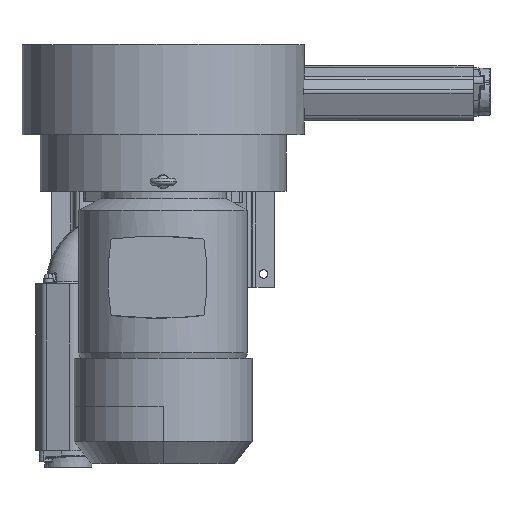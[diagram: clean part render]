
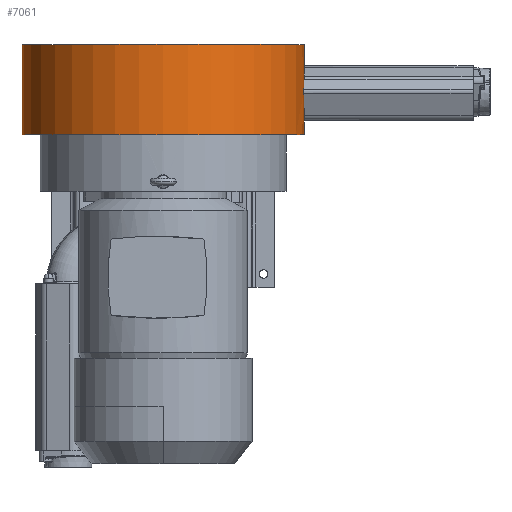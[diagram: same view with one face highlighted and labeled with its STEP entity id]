
A CAD part, top view. The second image highlights one B-rep face of the part: STEP entity #7061.
In plain terms, the highlighted cylindrical face has radius 250 mm (diameter 500 mm), a partial arc.
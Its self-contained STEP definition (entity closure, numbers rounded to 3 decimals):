
#245=CARTESIAN_POINT('',(250.,215.488,0.));
#247=DIRECTION('',(0.,-1.,0.));
#248=VECTOR('',#247,159.63);
#249=CARTESIAN_POINT('',(-250.,267.3,0.));
#250=LINE('',#249,#248);
#297=CARTESIAN_POINT('',(249.46,205.849,16.429));
#298=CARTESIAN_POINT('',(249.479,206.513,16.141));
#299=CARTESIAN_POINT('',(249.525,207.723,15.423));
#300=CARTESIAN_POINT('',(249.615,209.252,13.896));
#301=CARTESIAN_POINT('',(249.679,209.972,12.686));
#302=CARTESIAN_POINT('',(249.711,210.261,12.021));
#312=CARTESIAN_POINT('',(250.,215.488,0.));
#313=CARTESIAN_POINT('',(250.,213.745,4.009));
#314=CARTESIAN_POINT('',(249.904,212.002,8.016));
#315=CARTESIAN_POINT('',(249.711,210.261,12.021));
#317=CARTESIAN_POINT('',(249.46,205.849,16.429));
#318=CARTESIAN_POINT('',(249.4,203.757,17.336));
#319=CARTESIAN_POINT('',(249.27,199.576,19.15));
#320=CARTESIAN_POINT('',(249.047,193.312,21.867));
#321=CARTESIAN_POINT('',(248.878,189.141,23.676));
#322=CARTESIAN_POINT('',(248.789,187.056,24.581));
#324=DIRECTION('',(0.,-1.,0.));
#325=VECTOR('',#324,26.41);
#326=CARTESIAN_POINT('',(250.,134.08,0.));
#327=LINE('',#326,#325);
#328=DIRECTION('',(0.,-1.,0.));
#329=VECTOR('',#328,51.812);
#330=CARTESIAN_POINT('',(250.,267.3,0.));
#331=LINE('',#330,#329);
#332=CARTESIAN_POINT('',(248.789,180.286,24.578));
#333=CARTESIAN_POINT('',(248.758,180.995,24.886));
#334=CARTESIAN_POINT('',(248.716,182.499,25.308));
#335=CARTESIAN_POINT('',(248.716,184.843,25.309));
#336=CARTESIAN_POINT('',(248.758,186.347,24.888));
#337=CARTESIAN_POINT('',(248.789,187.056,24.581));
#347=CARTESIAN_POINT('',(249.886,141.14,7.557));
#348=CARTESIAN_POINT('',(249.829,145.491,9.448));
#349=CARTESIAN_POINT('',(249.671,154.192,13.232));
#350=CARTESIAN_POINT('',(249.306,167.241,18.906));
#351=CARTESIAN_POINT('',(248.976,175.938,22.687));
#352=CARTESIAN_POINT('',(248.789,180.286,24.578));
#361=CARTESIAN_POINT('',(250.,134.08,0.));
#362=CARTESIAN_POINT('',(250.,134.474,1.108));
#363=CARTESIAN_POINT('',(249.985,135.564,3.222));
#364=CARTESIAN_POINT('',(249.934,138.054,5.877));
#365=CARTESIAN_POINT('',(249.9,140.075,7.094));
#366=CARTESIAN_POINT('',(249.886,141.14,7.557));
#412=CARTESIAN_POINT('',(0.,107.67,0.));
#413=DIRECTION('',(0.,1.,0.));
#414=DIRECTION('',(-1.,0.,0.));
#415=AXIS2_PLACEMENT_3D('',#412,#413,#414);
#3243=CARTESIAN_POINT('',(0.,267.3,0.));
#3244=DIRECTION('',(0.,-1.,0.));
#3245=DIRECTION('',(1.,0.,0.));
#3246=AXIS2_PLACEMENT_3D('',#3243,#3244,#3245);
#6057=CARTESIAN_POINT('',(250.,107.67,0.));
#6058=CARTESIAN_POINT('',(-250.,107.67,0.));
#6059=VERTEX_POINT('',#6057);
#6060=VERTEX_POINT('',#6058);
#6098=VERTEX_POINT('',#245);
#6099=CARTESIAN_POINT('',(250.,267.3,0.));
#6100=VERTEX_POINT('',#6099);
#6101=CARTESIAN_POINT('',(-250.,267.3,0.));
#6102=VERTEX_POINT('',#6101);
#6103=CARTESIAN_POINT('',(250.,134.08,0.));
#6104=VERTEX_POINT('',#6103);
#6118=VERTEX_POINT('',#366);
#6121=VERTEX_POINT('',#315);
#6122=VERTEX_POINT('',#297);
#6123=VERTEX_POINT('',#322);
#6124=VERTEX_POINT('',#332);
#7037=CARTESIAN_POINT('',(0.,0.,0.));
#7038=DIRECTION('',(0.,1.,0.));
#7039=DIRECTION('',(1.,0.,0.));
#7040=AXIS2_PLACEMENT_3D('',#7037,#7038,#7039);
#7041=CYLINDRICAL_SURFACE('',#7040,250.);
#7042=ORIENTED_EDGE('',*,*,#7011,.T.);
#7043=ORIENTED_EDGE('',*,*,#7028,.F.);
#7045=ORIENTED_EDGE('',*,*,#7044,.T.);
#7047=ORIENTED_EDGE('',*,*,#7046,.F.);
#7049=ORIENTED_EDGE('',*,*,#7048,.F.);
#7051=ORIENTED_EDGE('',*,*,#7050,.F.);
#7052=ORIENTED_EDGE('',*,*,#6916,.T.);
#7054=ORIENTED_EDGE('',*,*,#7053,.F.);
#7055=ORIENTED_EDGE('',*,*,#6912,.F.);
#7057=ORIENTED_EDGE('',*,*,#7056,.F.);
#7058=ORIENTED_EDGE('',*,*,#6908,.T.);
#7059=EDGE_LOOP('',(#7042,#7043,#7045,#7047,#7049,#7051,#7052,#7054,#7055,#7057,
#7058));
#7060=FACE_OUTER_BOUND('',#7059,.F.);
#7061=ADVANCED_FACE('',(#7060),#7041,.T.);
#303=B_SPLINE_CURVE_WITH_KNOTS('',3,(#297,#298,#299,#300,#301,#302),
.UNSPECIFIED.,.F.,.F.,(4,1,1,4),(0.,0.333,0.667,1.),
.UNSPECIFIED.);
#316=B_SPLINE_CURVE_WITH_KNOTS('',3,(#312,#313,#314,#315),.UNSPECIFIED.,.F.,.F.,
(4,4),(0.,1.),.UNSPECIFIED.);
#323=B_SPLINE_CURVE_WITH_KNOTS('',3,(#317,#318,#319,#320,#321,#322),
.UNSPECIFIED.,.F.,.F.,(4,1,1,4),(0.,0.333,0.667,1.),
.UNSPECIFIED.);
#338=B_SPLINE_CURVE_WITH_KNOTS('',3,(#332,#333,#334,#335,#336,#337),
.UNSPECIFIED.,.F.,.F.,(4,1,1,4),(0.,0.333,0.667,1.),
.UNSPECIFIED.);
#353=B_SPLINE_CURVE_WITH_KNOTS('',3,(#347,#348,#349,#350,#351,#352),
.UNSPECIFIED.,.F.,.F.,(4,1,1,4),(0.,0.333,0.667,1.),
.UNSPECIFIED.);
#367=B_SPLINE_CURVE_WITH_KNOTS('',3,(#361,#362,#363,#364,#365,#366),
.UNSPECIFIED.,.F.,.F.,(4,1,1,4),(0.,0.333,0.667,1.),
.UNSPECIFIED.);
#416=CIRCLE('',#415,250.);
#3247=CIRCLE('',#3246,250.);
#6908=EDGE_CURVE('',#6100,#6098,#331,.T.);
#6912=EDGE_CURVE('',#6102,#6060,#250,.T.);
#6916=EDGE_CURVE('',#6104,#6059,#327,.T.);
#7011=EDGE_CURVE('',#6098,#6121,#316,.T.);
#7028=EDGE_CURVE('',#6122,#6121,#303,.T.);
#7044=EDGE_CURVE('',#6122,#6123,#323,.T.);
#7046=EDGE_CURVE('',#6124,#6123,#338,.T.);
#7048=EDGE_CURVE('',#6118,#6124,#353,.T.);
#7050=EDGE_CURVE('',#6104,#6118,#367,.T.);
#7053=EDGE_CURVE('',#6060,#6059,#416,.T.);
#7056=EDGE_CURVE('',#6100,#6102,#3247,.T.);
